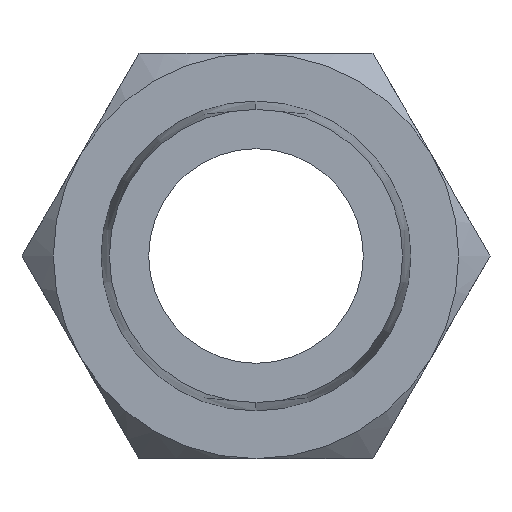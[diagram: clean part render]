
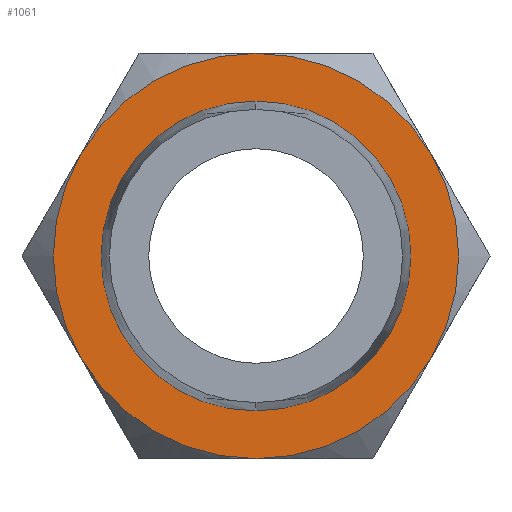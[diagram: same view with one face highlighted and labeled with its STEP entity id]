
A CAD part, left-side view. The second image highlights one B-rep face of the part: STEP entity #1061.
In plain terms, the highlighted planar face has unit normal (-1, 0, 0).
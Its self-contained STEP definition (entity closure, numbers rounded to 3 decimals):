
#50 = CIRCLE ( 'NONE', #1411, 6.5 ) ;
#60 = CARTESIAN_POINT ( 'NONE',  ( 16., 0., 8.5 ) ) ;
#66 = DIRECTION ( 'NONE',  ( -1., 0., 0. ) ) ;
#315 = EDGE_CURVE ( 'NONE', #4044, #3442, #1428, .T. ) ;
#324 = EDGE_CURVE ( 'NONE', #1036, #4912, #1754, .T. ) ;
#353 = CARTESIAN_POINT ( 'NONE',  ( 16., 7.361, 4.25 ) ) ;
#360 = DIRECTION ( 'NONE',  ( 0., 0., -1. ) ) ;
#426 = DIRECTION ( 'NONE',  ( -1., 0., 0. ) ) ;
#543 = AXIS2_PLACEMENT_3D ( 'NONE', #1150, #1529, #1852 ) ;
#618 = DIRECTION ( 'NONE',  ( 1., 0., 0. ) ) ;
#701 = CIRCLE ( 'NONE', #1508, 8.5 ) ;
#797 = VERTEX_POINT ( 'NONE', #2416 ) ;
#816 = CARTESIAN_POINT ( 'NONE',  ( 16., 0., 0. ) ) ;
#838 = DIRECTION ( 'NONE',  ( 0., 0., 1. ) ) ;
#1036 = VERTEX_POINT ( 'NONE', #4851 ) ;
#1041 = ORIENTED_EDGE ( 'NONE', *, *, #4478, .F. ) ;
#1061 = ADVANCED_FACE ( 'NONE', ( #2155, #4469 ), #4801, .F. ) ;
#1089 = ORIENTED_EDGE ( 'NONE', *, *, #4214, .F. ) ;
#1150 = CARTESIAN_POINT ( 'NONE',  ( 16., 0., 0. ) ) ;
#1176 = CARTESIAN_POINT ( 'NONE',  ( 16., 0., 0. ) ) ;
#1182 = AXIS2_PLACEMENT_3D ( 'NONE', #816, #426, #838 ) ;
#1191 = CIRCLE ( 'NONE', #2712, 8.5 ) ;
#1209 = DIRECTION ( 'NONE',  ( 0., 0., 1. ) ) ;
#1411 = AXIS2_PLACEMENT_3D ( 'NONE', #2338, #66, #1209 ) ;
#1428 = CIRCLE ( 'NONE', #543, 8.5 ) ;
#1487 = ORIENTED_EDGE ( 'NONE', *, *, #3756, .F. ) ;
#1501 = DIRECTION ( 'NONE',  ( 1., 0., 0. ) ) ;
#1508 = AXIS2_PLACEMENT_3D ( 'NONE', #3620, #4512, #2176 ) ;
#1529 = DIRECTION ( 'NONE',  ( 1., 0., 0. ) ) ;
#1754 = CIRCLE ( 'NONE', #2842, 8.5 ) ;
#1766 = ORIENTED_EDGE ( 'NONE', *, *, #3539, .F. ) ;
#1775 = VERTEX_POINT ( 'NONE', #60 ) ;
#1852 = DIRECTION ( 'NONE',  ( 0., 0., -1. ) ) ;
#1870 = VERTEX_POINT ( 'NONE', #3673 ) ;
#1929 = DIRECTION ( 'NONE',  ( 0., 0., -1. ) ) ;
#1958 = CARTESIAN_POINT ( 'NONE',  ( 16., 0., 0. ) ) ;
#2128 = CARTESIAN_POINT ( 'NONE',  ( 16., 0., 0. ) ) ;
#2155 = FACE_BOUND ( 'NONE', #2702, .T. ) ;
#2157 = DIRECTION ( 'NONE',  ( -1., 0., 0. ) ) ;
#2176 = DIRECTION ( 'NONE',  ( 0., 0., -1. ) ) ;
#2290 = DIRECTION ( 'NONE',  ( 1., 0., 0. ) ) ;
#2306 = AXIS2_PLACEMENT_3D ( 'NONE', #4520, #2157, #4107 ) ;
#2338 = CARTESIAN_POINT ( 'NONE',  ( 16., 0., 0. ) ) ;
#2391 = CIRCLE ( 'NONE', #4058, 8.5 ) ;
#2416 = CARTESIAN_POINT ( 'NONE',  ( 16., 0., 6.5 ) ) ;
#2537 = CIRCLE ( 'NONE', #1182, 6.5 ) ;
#2646 = CARTESIAN_POINT ( 'NONE',  ( 16., 0., -8.5 ) ) ;
#2702 = EDGE_LOOP ( 'NONE', ( #1041, #1089 ) ) ;
#2703 = DIRECTION ( 'NONE',  ( 1., 0., 0. ) ) ;
#2712 = AXIS2_PLACEMENT_3D ( 'NONE', #1958, #2290, #3432 ) ;
#2730 = CARTESIAN_POINT ( 'NONE',  ( 16., -7.361, -4.25 ) ) ;
#2748 = EDGE_LOOP ( 'NONE', ( #3541, #4371, #3708, #1766, #3125, #1487 ) ) ;
#2842 = AXIS2_PLACEMENT_3D ( 'NONE', #1176, #1501, #1929 ) ;
#2885 = DIRECTION ( 'NONE',  ( 0., 0., -1. ) ) ;
#3125 = ORIENTED_EDGE ( 'NONE', *, *, #4402, .T. ) ;
#3432 = DIRECTION ( 'NONE',  ( 0., 0., -1. ) ) ;
#3442 = VERTEX_POINT ( 'NONE', #4802 ) ;
#3539 = EDGE_CURVE ( 'NONE', #1775, #1036, #1191, .T. ) ;
#3541 = ORIENTED_EDGE ( 'NONE', *, *, #315, .F. ) ;
#3620 = CARTESIAN_POINT ( 'NONE',  ( 16., 0., 0. ) ) ;
#3673 = CARTESIAN_POINT ( 'NONE',  ( 16., 0., -6.5 ) ) ;
#3708 = ORIENTED_EDGE ( 'NONE', *, *, #324, .F. ) ;
#3735 = CIRCLE ( 'NONE', #2306, 8.5 ) ;
#3756 = EDGE_CURVE ( 'NONE', #3442, #4090, #701, .T. ) ;
#4044 = VERTEX_POINT ( 'NONE', #2646 ) ;
#4058 = AXIS2_PLACEMENT_3D ( 'NONE', #4618, #2703, #360 ) ;
#4090 = VERTEX_POINT ( 'NONE', #353 ) ;
#4107 = DIRECTION ( 'NONE',  ( 0., 0., 1. ) ) ;
#4214 = EDGE_CURVE ( 'NONE', #1870, #797, #2537, .T. ) ;
#4371 = ORIENTED_EDGE ( 'NONE', *, *, #4848, .F. ) ;
#4402 = EDGE_CURVE ( 'NONE', #1775, #4090, #3735, .T. ) ;
#4469 = FACE_OUTER_BOUND ( 'NONE', #2748, .T. ) ;
#4478 = EDGE_CURVE ( 'NONE', #797, #1870, #50, .T. ) ;
#4512 = DIRECTION ( 'NONE',  ( 1., 0., 0. ) ) ;
#4520 = CARTESIAN_POINT ( 'NONE',  ( 16., 0., 0. ) ) ;
#4618 = CARTESIAN_POINT ( 'NONE',  ( 16., 0., 0. ) ) ;
#4801 = PLANE ( 'NONE',  #4856 ) ;
#4802 = CARTESIAN_POINT ( 'NONE',  ( 16., 7.361, -4.25 ) ) ;
#4848 = EDGE_CURVE ( 'NONE', #4912, #4044, #2391, .T. ) ;
#4851 = CARTESIAN_POINT ( 'NONE',  ( 16., -7.361, 4.25 ) ) ;
#4856 = AXIS2_PLACEMENT_3D ( 'NONE', #2128, #618, #2885 ) ;
#4912 = VERTEX_POINT ( 'NONE', #2730 ) ;
